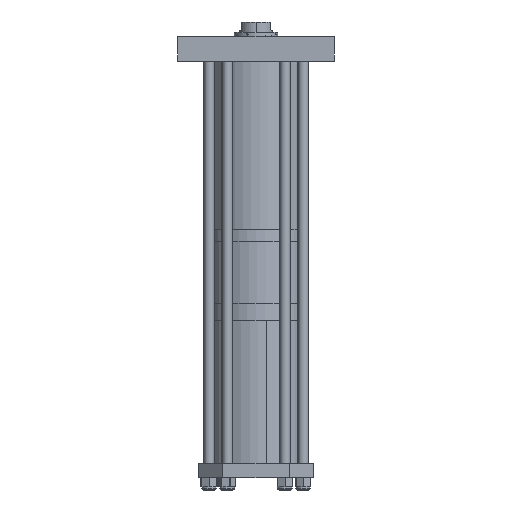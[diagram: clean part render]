
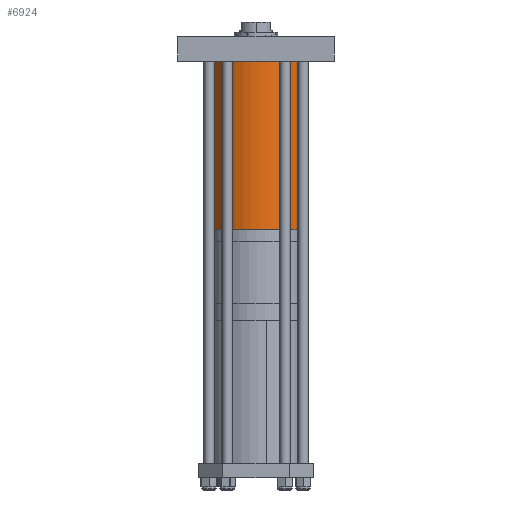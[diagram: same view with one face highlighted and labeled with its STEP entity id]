
A CAD part, front view. The second image highlights one B-rep face of the part: STEP entity #6924.
In plain terms, the highlighted cylindrical face has radius 152.4 mm (diameter 304.8 mm), a partial arc.
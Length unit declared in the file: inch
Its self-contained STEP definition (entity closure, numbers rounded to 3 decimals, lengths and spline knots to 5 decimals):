
#515 = EDGE_CURVE ( 'NONE', #1999, #2268, #853, .T. ) ;
#696 = DIRECTION ( 'NONE',  ( 0., 0., -1. ) ) ;
#853 = LINE ( 'NONE', #1906, #6443 ) ;
#1134 = AXIS2_PLACEMENT_3D ( 'NONE', #9113, #10211, #5697 ) ;
#1906 = CARTESIAN_POINT ( 'NONE',  ( 6., 0., 20.387 ) ) ;
#1947 = CYLINDRICAL_SURFACE ( 'NONE', #6974, 6. ) ;
#1999 = VERTEX_POINT ( 'NONE', #5216 ) ;
#2245 = DIRECTION ( 'NONE',  ( -1., 0., 0. ) ) ;
#2268 = VERTEX_POINT ( 'NONE', #8691 ) ;
#3049 = DIRECTION ( 'NONE',  ( 0., 0., 1. ) ) ;
#3460 = CARTESIAN_POINT ( 'NONE',  ( -6., 0., 0. ) ) ;
#4284 = DIRECTION ( 'NONE',  ( 0., 0., -1. ) ) ;
#4404 = ORIENTED_EDGE ( 'NONE', *, *, #4473, .T. ) ;
#4473 = EDGE_CURVE ( 'NONE', #6097, #6025, #6825, .T. ) ;
#4707 = AXIS2_PLACEMENT_3D ( 'NONE', #11091, #3049, #7532 ) ;
#5084 = FACE_OUTER_BOUND ( 'NONE', #7002, .T. ) ;
#5216 = CARTESIAN_POINT ( 'NONE',  ( 6., 0., 20.387 ) ) ;
#5697 = DIRECTION ( 'NONE',  ( 1., 0., 0. ) ) ;
#6011 = CARTESIAN_POINT ( 'NONE',  ( -6., 0., 20.387 ) ) ;
#6025 = VERTEX_POINT ( 'NONE', #3460 ) ;
#6097 = VERTEX_POINT ( 'NONE', #6150 ) ;
#6150 = CARTESIAN_POINT ( 'NONE',  ( -6., 0., 20.387 ) ) ;
#6334 = ORIENTED_EDGE ( 'NONE', *, *, #10131, .F. ) ;
#6443 = VECTOR ( 'NONE', #7466, 39.37008 ) ;
#6825 = LINE ( 'NONE', #6011, #8527 ) ;
#6924 = ADVANCED_FACE ( 'NONE', ( #5084 ), #1947, .T. ) ;
#6974 = AXIS2_PLACEMENT_3D ( 'NONE', #11672, #4284, #2245 ) ;
#7002 = EDGE_LOOP ( 'NONE', ( #8756, #6334, #4404, #7327 ) ) ;
#7070 = EDGE_CURVE ( 'NONE', #6025, #2268, #7621, .T. ) ;
#7327 = ORIENTED_EDGE ( 'NONE', *, *, #7070, .T. ) ;
#7466 = DIRECTION ( 'NONE',  ( 0., 0., -1. ) ) ;
#7532 = DIRECTION ( 'NONE',  ( 1., 0., 0. ) ) ;
#7621 = CIRCLE ( 'NONE', #4707, 6. ) ;
#8326 = CIRCLE ( 'NONE', #1134, 6. ) ;
#8527 = VECTOR ( 'NONE', #696, 39.37008 ) ;
#8691 = CARTESIAN_POINT ( 'NONE',  ( 6., 0., 0. ) ) ;
#8756 = ORIENTED_EDGE ( 'NONE', *, *, #515, .F. ) ;
#9113 = CARTESIAN_POINT ( 'NONE',  ( 0., 0., 20.387 ) ) ;
#10131 = EDGE_CURVE ( 'NONE', #6097, #1999, #8326, .T. ) ;
#10211 = DIRECTION ( 'NONE',  ( 0., 0., 1. ) ) ;
#11091 = CARTESIAN_POINT ( 'NONE',  ( 0., 0., 0. ) ) ;
#11672 = CARTESIAN_POINT ( 'NONE',  ( 0., 0., 20.387 ) ) ;
